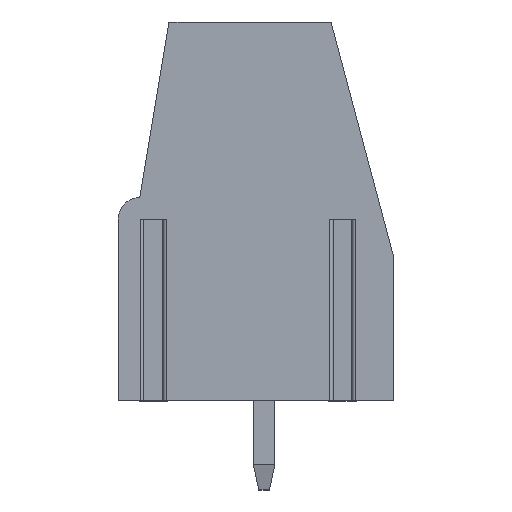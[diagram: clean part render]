
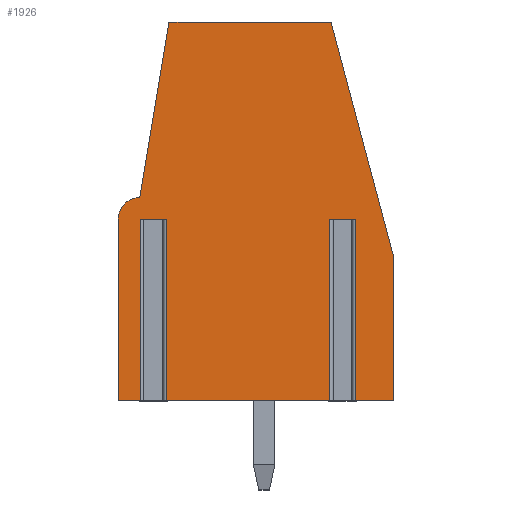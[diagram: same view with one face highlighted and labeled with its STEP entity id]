
A CAD part, top view. The second image highlights one B-rep face of the part: STEP entity #1926.
In plain terms, the highlighted planar face has unit normal (0, 0, 1).
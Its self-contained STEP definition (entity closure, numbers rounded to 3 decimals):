
#35=DIRECTION('',(1.,0.,0.));
#36=VECTOR('',#35,0.958);
#37=CARTESIAN_POINT('',(-3.979,1.095,11.25));
#38=LINE('',#37,#36);
#39=DIRECTION('',(0.,1.,0.));
#40=VECTOR('',#39,6.7);
#41=CARTESIAN_POINT('',(-3.979,-5.605,11.25));
#42=LINE('',#41,#40);
#43=DIRECTION('',(-1.,0.,0.));
#44=VECTOR('',#43,0.821);
#45=CARTESIAN_POINT('',(-3.979,-5.605,11.25));
#46=LINE('',#45,#44);
#47=DIRECTION('',(0.,1.,0.));
#48=VECTOR('',#47,6.7);
#49=CARTESIAN_POINT('',(-4.8,-5.605,11.25));
#50=LINE('',#49,#48);
#51=CARTESIAN_POINT('',(-4.,1.095,11.25));
#52=DIRECTION('',(0.,0.,-1.));
#53=DIRECTION('',(-1.,0.,0.));
#54=AXIS2_PLACEMENT_3D('',#51,#52,#53);
#56=DIRECTION('',(0.164,0.986,0.));
#57=VECTOR('',#56,6.589);
#58=CARTESIAN_POINT('',(-3.999,1.895,11.25));
#59=LINE('',#58,#57);
#60=DIRECTION('',(1.,0.,0.));
#61=VECTOR('',#60,6.);
#62=CARTESIAN_POINT('',(-2.92,8.395,11.25));
#63=LINE('',#62,#61);
#64=DIRECTION('',(0.258,-0.966,0.));
#65=VECTOR('',#64,9.004);
#66=CARTESIAN_POINT('',(3.08,8.395,11.25));
#67=LINE('',#66,#65);
#68=DIRECTION('',(0.,-1.,0.));
#69=VECTOR('',#68,5.3);
#70=CARTESIAN_POINT('',(5.4,-0.305,11.25));
#71=LINE('',#70,#69);
#72=DIRECTION('',(-1.,0.,0.));
#73=VECTOR('',#72,1.421);
#74=CARTESIAN_POINT('',(5.4,-5.605,11.25));
#75=LINE('',#74,#73);
#76=DIRECTION('',(0.,1.,0.));
#77=VECTOR('',#76,6.7);
#78=CARTESIAN_POINT('',(3.979,-5.605,11.25));
#79=LINE('',#78,#77);
#80=DIRECTION('',(1.,0.,0.));
#81=VECTOR('',#80,0.958);
#82=CARTESIAN_POINT('',(3.021,1.095,11.25));
#83=LINE('',#82,#81);
#84=DIRECTION('',(0.,1.,0.));
#85=VECTOR('',#84,6.7);
#86=CARTESIAN_POINT('',(3.021,-5.605,11.25));
#87=LINE('',#86,#85);
#88=DIRECTION('',(-1.,0.,0.));
#89=VECTOR('',#88,6.042);
#90=CARTESIAN_POINT('',(3.021,-5.605,11.25));
#91=LINE('',#90,#89);
#92=DIRECTION('',(0.,1.,0.));
#93=VECTOR('',#92,6.7);
#94=CARTESIAN_POINT('',(-3.021,-5.605,11.25));
#95=LINE('',#94,#93);
#1477=CARTESIAN_POINT('',(-3.999,1.895,11.25));
#1478=CARTESIAN_POINT('',(-2.92,8.395,11.25));
#1479=VERTEX_POINT('',#1477);
#1480=VERTEX_POINT('',#1478);
#1481=CARTESIAN_POINT('',(-4.8,1.095,11.25));
#1482=VERTEX_POINT('',#1481);
#1483=CARTESIAN_POINT('',(-4.8,-5.605,11.25));
#1484=VERTEX_POINT('',#1483);
#1485=CARTESIAN_POINT('',(5.4,-0.305,11.25));
#1486=CARTESIAN_POINT('',(5.4,-5.605,11.25));
#1487=VERTEX_POINT('',#1485);
#1488=VERTEX_POINT('',#1486);
#1489=CARTESIAN_POINT('',(3.08,8.395,11.25));
#1490=VERTEX_POINT('',#1489);
#1577=CARTESIAN_POINT('',(-3.979,1.095,11.25));
#1578=CARTESIAN_POINT('',(-3.021,1.095,11.25));
#1579=VERTEX_POINT('',#1577);
#1580=VERTEX_POINT('',#1578);
#1581=CARTESIAN_POINT('',(3.021,1.095,11.25));
#1582=CARTESIAN_POINT('',(3.979,1.095,11.25));
#1583=VERTEX_POINT('',#1581);
#1584=VERTEX_POINT('',#1582);
#1585=CARTESIAN_POINT('',(3.021,-5.605,11.25));
#1586=VERTEX_POINT('',#1585);
#1587=CARTESIAN_POINT('',(3.979,-5.605,11.25));
#1588=VERTEX_POINT('',#1587);
#1589=CARTESIAN_POINT('',(-3.979,-5.605,11.25));
#1590=VERTEX_POINT('',#1589);
#1591=CARTESIAN_POINT('',(-3.021,-5.605,11.25));
#1592=VERTEX_POINT('',#1591);
#1889=CARTESIAN_POINT('',(0.,0.,11.25));
#1890=DIRECTION('',(0.,0.,1.));
#1891=DIRECTION('',(1.,0.,0.));
#1892=AXIS2_PLACEMENT_3D('',#1889,#1890,#1891);
#1893=PLANE('',#1892);
#1895=ORIENTED_EDGE('',*,*,#1894,.F.);
#1897=ORIENTED_EDGE('',*,*,#1896,.F.);
#1899=ORIENTED_EDGE('',*,*,#1898,.T.);
#1901=ORIENTED_EDGE('',*,*,#1900,.T.);
#1903=ORIENTED_EDGE('',*,*,#1902,.T.);
#1905=ORIENTED_EDGE('',*,*,#1904,.T.);
#1907=ORIENTED_EDGE('',*,*,#1906,.T.);
#1909=ORIENTED_EDGE('',*,*,#1908,.T.);
#1911=ORIENTED_EDGE('',*,*,#1910,.T.);
#1913=ORIENTED_EDGE('',*,*,#1912,.T.);
#1915=ORIENTED_EDGE('',*,*,#1914,.T.);
#1917=ORIENTED_EDGE('',*,*,#1916,.F.);
#1919=ORIENTED_EDGE('',*,*,#1918,.F.);
#1921=ORIENTED_EDGE('',*,*,#1920,.T.);
#1923=ORIENTED_EDGE('',*,*,#1922,.T.);
#1924=EDGE_LOOP('',(#1895,#1897,#1899,#1901,#1903,#1905,#1907,#1909,#1911,#1913,
#1915,#1917,#1919,#1921,#1923));
#1925=FACE_OUTER_BOUND('',#1924,.F.);
#55=CIRCLE('',#54,0.8);
#1894=EDGE_CURVE('',#1579,#1580,#38,.T.);
#1896=EDGE_CURVE('',#1590,#1579,#42,.T.);
#1898=EDGE_CURVE('',#1590,#1484,#46,.T.);
#1900=EDGE_CURVE('',#1484,#1482,#50,.T.);
#1902=EDGE_CURVE('',#1482,#1479,#55,.T.);
#1904=EDGE_CURVE('',#1479,#1480,#59,.T.);
#1906=EDGE_CURVE('',#1480,#1490,#63,.T.);
#1908=EDGE_CURVE('',#1490,#1487,#67,.T.);
#1910=EDGE_CURVE('',#1487,#1488,#71,.T.);
#1912=EDGE_CURVE('',#1488,#1588,#75,.T.);
#1914=EDGE_CURVE('',#1588,#1584,#79,.T.);
#1916=EDGE_CURVE('',#1583,#1584,#83,.T.);
#1918=EDGE_CURVE('',#1586,#1583,#87,.T.);
#1920=EDGE_CURVE('',#1586,#1592,#91,.T.);
#1922=EDGE_CURVE('',#1592,#1580,#95,.T.);
#1926=ADVANCED_FACE('',(#1925),#1893,.T.);
